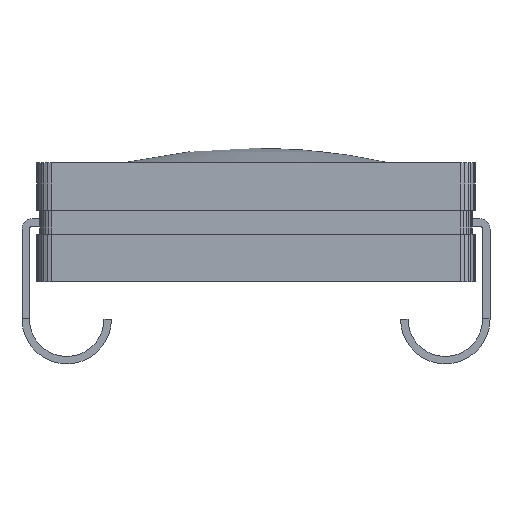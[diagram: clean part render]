
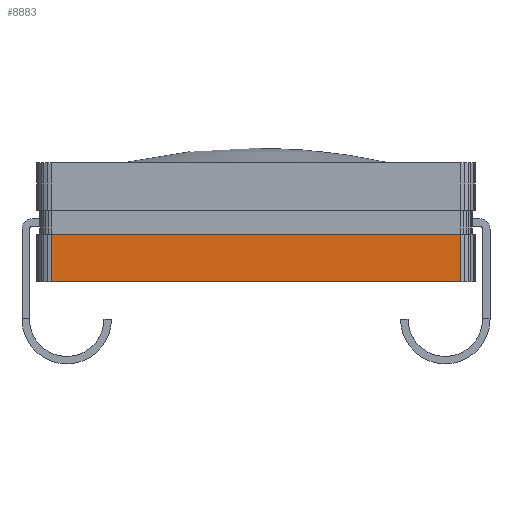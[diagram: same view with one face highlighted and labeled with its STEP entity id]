
A CAD part, front view. The second image highlights one B-rep face of the part: STEP entity #8883.
In plain terms, the highlighted planar face has unit normal (0, -1, 0).
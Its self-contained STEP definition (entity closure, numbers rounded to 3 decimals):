
#3307 = VERTEX_POINT('',#3308);
#3308 = CARTESIAN_POINT('',(-6.866,-21.036,
    1.6));
#3314 = EDGE_CURVE('',#3315,#3307,#3317,.T.);
#3315 = VERTEX_POINT('',#3316);
#3316 = CARTESIAN_POINT('',(6.866,-21.036,
    1.6));
#3317 = LINE('',#3318,#3319);
#3318 = CARTESIAN_POINT('',(6.866,-21.036,
    1.6));
#3319 = VECTOR('',#3320,1.);
#3320 = DIRECTION('',(-1.,0.,0.));
#8841 = EDGE_CURVE('',#8842,#3315,#8844,.T.);
#8842 = VERTEX_POINT('',#8843);
#8843 = CARTESIAN_POINT('',(6.866,-21.036,0.));
#8844 = LINE('',#8845,#8846);
#8845 = CARTESIAN_POINT('',(6.866,-21.036,0.));
#8846 = VECTOR('',#8847,1.);
#8847 = DIRECTION('',(0.,0.,1.));
#8883 = ADVANCED_FACE('',(#8884),#8902,.T.);
#8884 = FACE_BOUND('',#8885,.T.);
#8885 = EDGE_LOOP('',(#8886,#8887,#8895,#8901));
#8886 = ORIENTED_EDGE('',*,*,#3314,.T.);
#8887 = ORIENTED_EDGE('',*,*,#8888,.F.);
#8888 = EDGE_CURVE('',#8889,#3307,#8891,.T.);
#8889 = VERTEX_POINT('',#8890);
#8890 = CARTESIAN_POINT('',(-6.866,-21.036,0.));
#8891 = LINE('',#8892,#8893);
#8892 = CARTESIAN_POINT('',(-6.866,-21.036,0.));
#8893 = VECTOR('',#8894,1.);
#8894 = DIRECTION('',(0.,0.,1.));
#8895 = ORIENTED_EDGE('',*,*,#8896,.T.);
#8896 = EDGE_CURVE('',#8889,#8842,#8897,.T.);
#8897 = LINE('',#8898,#8899);
#8898 = CARTESIAN_POINT('',(-6.866,-21.036,0.));
#8899 = VECTOR('',#8900,1.);
#8900 = DIRECTION('',(1.,0.,0.));
#8901 = ORIENTED_EDGE('',*,*,#8841,.T.);
#8902 = PLANE('',#8903);
#8903 = AXIS2_PLACEMENT_3D('',#8904,#8905,#8906);
#8904 = CARTESIAN_POINT('',(0.,-21.036,0.8));
#8905 = DIRECTION('',(-0.,-1.,-0.));
#8906 = DIRECTION('',(0.,0.,-1.));
